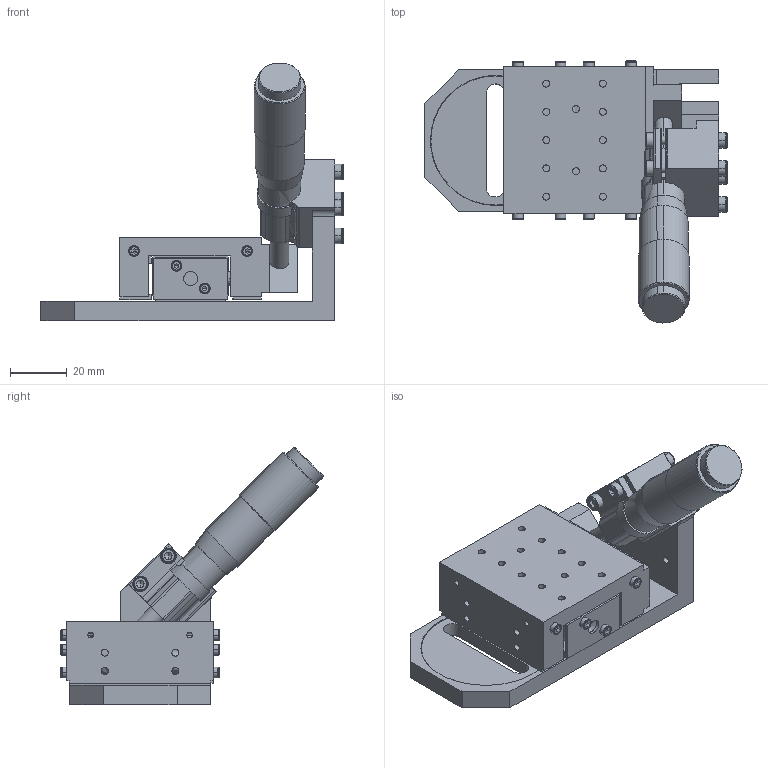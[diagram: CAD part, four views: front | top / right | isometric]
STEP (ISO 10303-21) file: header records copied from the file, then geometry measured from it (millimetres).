
FILE_DESCRIPTION(/* description */ (''),/* implementation_level */ '2;1');
FILE_NAME(/* name */ '02-TSM~1',/* time_stamp */ '2021-12-15T11:25:12+03:00',/* author */ (''),/* organization */ (''),/* preprocessor_version */ 'ST-DEVELOPER v15',/* originating_system */ '',/* authorisation */ '');
FILE_SCHEMA (('AUTOMOTIVE_DESIGN'));
Length unit declared in the file: millimetre
Products named in the file (1): Document
Bounding box: 107.03 x 92.82 x 91.28 mm (x, y, z)
Volume: 51.1 mm3; surface area: 45638.9 mm2
Topology: 24 solids, 50 shells, 785 faces, 2223 edges, 1448 vertices
Faces by surface type: bspline 785
Entity records: 61221 total; most frequent: CARTESIAN_POINT 34915, B_SPLINE_CURVE_WITH_KNOTS 4632, ORIENTED_EDGE 4144, PCURVE 4144, DEFINITIONAL_REPRESENTATION 4144, SURFACE_CURVE 2166, EDGE_CURVE 2166, VERTEX_POINT 1448
